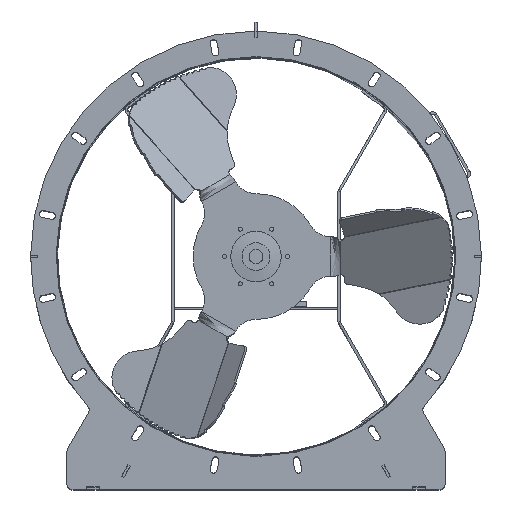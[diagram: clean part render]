
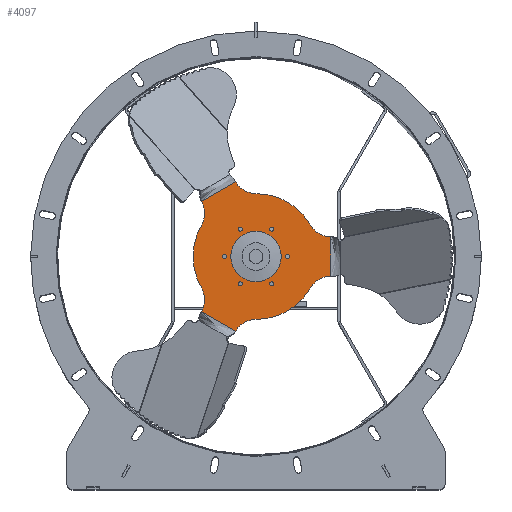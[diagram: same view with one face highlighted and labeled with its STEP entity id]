
A CAD part, top view. The second image highlights one B-rep face of the part: STEP entity #4097.
In plain terms, the highlighted planar face has unit normal (0, 0, 1).
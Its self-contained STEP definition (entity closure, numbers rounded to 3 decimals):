
#4097=ADVANCED_FACE('',(#12970,#12972,#12974,#12976,#12978,#12980,#12982,#12984),
#12986,.T.);
#12970=FACE_BOUND('',#12971,.T.);
#12971=EDGE_LOOP('',(#20448,#20449,#20450,#20451,#20452,#20453,#20454,#20455,#20456,
#20457,#20458,#20459));
#12972=FACE_BOUND('',#12973,.T.);
#12973=EDGE_LOOP('',(#20460));
#12974=FACE_BOUND('',#12975,.T.);
#12975=EDGE_LOOP('',(#20461));
#12976=FACE_BOUND('',#12977,.T.);
#12977=EDGE_LOOP('',(#20462));
#12978=FACE_BOUND('',#12979,.T.);
#12979=EDGE_LOOP('',(#20463));
#12980=FACE_BOUND('',#12981,.T.);
#12981=EDGE_LOOP('',(#20464));
#12982=FACE_BOUND('',#12983,.T.);
#12983=EDGE_LOOP('',(#20465));
#12984=FACE_BOUND('',#12985,.T.);
#12985=EDGE_LOOP('',(#20466));
#12986=PLANE('',#12987);
#12987=AXIS2_PLACEMENT_3D('',#12988,#12989,#12990);
#12988=CARTESIAN_POINT('',(0.,0.,285.));
#12989=DIRECTION('',(0.,0.,1.));
#12990=DIRECTION('',(0.866,0.5,0.));
#20448=ORIENTED_EDGE('',*,*,#24987,.F.);
#20449=ORIENTED_EDGE('',*,*,#24988,.T.);
#20450=ORIENTED_EDGE('',*,*,#24989,.T.);
#20451=ORIENTED_EDGE('',*,*,#24888,.T.);
#20452=ORIENTED_EDGE('',*,*,#24887,.F.);
#20453=ORIENTED_EDGE('',*,*,#24990,.T.);
#20454=ORIENTED_EDGE('',*,*,#24991,.T.);
#20455=ORIENTED_EDGE('',*,*,#24992,.T.);
#20456=ORIENTED_EDGE('',*,*,#24993,.F.);
#20457=ORIENTED_EDGE('',*,*,#24994,.T.);
#20458=ORIENTED_EDGE('',*,*,#24995,.T.);
#20459=ORIENTED_EDGE('',*,*,#24996,.T.);
#20460=ORIENTED_EDGE('',*,*,#24997,.T.);
#20461=ORIENTED_EDGE('',*,*,#24998,.T.);
#20462=ORIENTED_EDGE('',*,*,#24999,.T.);
#20463=ORIENTED_EDGE('',*,*,#25000,.T.);
#20464=ORIENTED_EDGE('',*,*,#25001,.T.);
#20465=ORIENTED_EDGE('',*,*,#25002,.T.);
#20466=ORIENTED_EDGE('',*,*,#25003,.T.);
#24887=EDGE_CURVE('',#28662,#28650,#28664,.F.);
#24888=EDGE_CURVE('',#28665,#28650,#28666,.T.);
#24987=EDGE_CURVE('',#28856,#28857,#28858,.F.);
#24988=EDGE_CURVE('',#28856,#28859,#28860,.T.);
#24989=EDGE_CURVE('',#28859,#28665,#28861,.T.);
#24990=EDGE_CURVE('',#28662,#28862,#28863,.T.);
#24991=EDGE_CURVE('',#28862,#28864,#28865,.T.);
#24992=EDGE_CURVE('',#28864,#28866,#28867,.T.);
#24993=EDGE_CURVE('',#28868,#28866,#28869,.F.);
#24994=EDGE_CURVE('',#28868,#28870,#28871,.T.);
#24995=EDGE_CURVE('',#28870,#28872,#28873,.T.);
#24996=EDGE_CURVE('',#28872,#28857,#28874,.T.);
#24997=EDGE_CURVE('',#28875,#28875,#28876,.F.);
#24998=EDGE_CURVE('',#28877,#28877,#28878,.F.);
#24999=EDGE_CURVE('',#28879,#28879,#28880,.F.);
#25000=EDGE_CURVE('',#28881,#28881,#28882,.F.);
#25001=EDGE_CURVE('',#28883,#28883,#28884,.F.);
#25002=EDGE_CURVE('',#28885,#28885,#28886,.F.);
#25003=EDGE_CURVE('',#28887,#28887,#28888,.F.);
#28650=VERTEX_POINT('',#40045);
#28662=VERTEX_POINT('',#40079);
#28664=LINE('',#40086,#40087);
#28665=VERTEX_POINT('',#40089);
#28666=CIRCLE('',#40090,37.422);
#28856=VERTEX_POINT('',#40531);
#28857=VERTEX_POINT('',#40532);
#28858=LINE('',#40533,#40534);
#28859=VERTEX_POINT('',#40536);
#28860=CIRCLE('',#40537,37.422);
#28861=CIRCLE('',#40541,99.792);
#28862=VERTEX_POINT('',#40545);
#28863=CIRCLE('',#40546,37.422);
#28864=VERTEX_POINT('',#40550);
#28865=CIRCLE('',#40551,99.792);
#28866=VERTEX_POINT('',#40555);
#28867=CIRCLE('',#40556,37.422);
#28868=VERTEX_POINT('',#40560);
#28869=LINE('',#40561,#40562);
#28870=VERTEX_POINT('',#40564);
#28871=CIRCLE('',#40565,37.422);
#28872=VERTEX_POINT('',#40569);
#28873=CIRCLE('',#40570,99.792);
#28874=CIRCLE('',#40574,37.422);
#28875=VERTEX_POINT('',#40578);
#28876=CIRCLE('',#40579,40.);
#28877=VERTEX_POINT('',#40583);
#28878=CIRCLE('',#40584,3.25);
#28879=VERTEX_POINT('',#40588);
#28880=CIRCLE('',#40589,3.25);
#28881=VERTEX_POINT('',#40593);
#28882=CIRCLE('',#40594,3.25);
#28883=VERTEX_POINT('',#40598);
#28884=CIRCLE('',#40599,3.25);
#28885=VERTEX_POINT('',#40603);
#28886=CIRCLE('',#40604,3.25);
#28887=VERTEX_POINT('',#40608);
#28888=CIRCLE('',#40609,3.25);
#40045=CARTESIAN_POINT('',(118.831,-31.185,285.));
#40079=CARTESIAN_POINT('',(118.831,31.185,285.));
#40086=CARTESIAN_POINT('',(118.831,-31.185,285.));
#40087=VECTOR('',#40088,1.);
#40088=DIRECTION('',(0.,1.,0.));
#40089=CARTESIAN_POINT('',(86.422,-49.896,285.));
#40090=AXIS2_PLACEMENT_3D('',#40091,#40092,#40093);
#40091=CARTESIAN_POINT('',(118.831,-68.607,285.));
#40092=DIRECTION('',(0.,0.,-1.));
#40093=DIRECTION('',(-0.866,0.5,0.));
#40531=CARTESIAN_POINT('',(-32.408,-118.503,285.));
#40532=CARTESIAN_POINT('',(-86.422,-87.318,285.));
#40533=CARTESIAN_POINT('',(-86.422,-87.318,285.));
#40534=VECTOR('',#40535,1.);
#40535=DIRECTION('',(0.866,-0.5,0.));
#40536=CARTESIAN_POINT('',(0.,-99.792,285.));
#40537=AXIS2_PLACEMENT_3D('',#40538,#40539,#40540);
#40538=CARTESIAN_POINT('',(0.,-137.214,285.));
#40539=DIRECTION('',(0.,0.,-1.));
#40540=DIRECTION('',(-0.866,0.5,0.));
#40541=AXIS2_PLACEMENT_3D('',#40542,#40543,#40544);
#40542=CARTESIAN_POINT('',(0.,0.,285.));
#40543=DIRECTION('',(0.,0.,1.));
#40544=DIRECTION('',(0.,-1.,0.));
#40545=CARTESIAN_POINT('',(86.422,49.896,285.));
#40546=AXIS2_PLACEMENT_3D('',#40547,#40548,#40549);
#40547=CARTESIAN_POINT('',(118.831,68.607,285.));
#40548=DIRECTION('',(0.,0.,-1.));
#40549=DIRECTION('',(0.,-1.,0.));
#40550=CARTESIAN_POINT('',(0.,99.792,285.));
#40551=AXIS2_PLACEMENT_3D('',#40552,#40553,#40554);
#40552=CARTESIAN_POINT('',(0.,0.,285.));
#40553=DIRECTION('',(0.,0.,1.));
#40554=DIRECTION('',(0.866,0.5,0.));
#40555=CARTESIAN_POINT('',(-32.408,118.503,285.));
#40556=AXIS2_PLACEMENT_3D('',#40557,#40558,#40559);
#40557=CARTESIAN_POINT('',(0.,137.214,285.));
#40558=DIRECTION('',(0.,0.,-1.));
#40559=DIRECTION('',(0.,-1.,0.));
#40560=CARTESIAN_POINT('',(-86.422,87.318,285.));
#40561=CARTESIAN_POINT('',(-32.408,118.503,285.));
#40562=VECTOR('',#40563,1.);
#40563=DIRECTION('',(-0.866,-0.5,0.));
#40564=CARTESIAN_POINT('',(-86.422,49.896,285.));
#40565=AXIS2_PLACEMENT_3D('',#40566,#40567,#40568);
#40566=CARTESIAN_POINT('',(-118.831,68.607,285.));
#40567=DIRECTION('',(0.,0.,-1.));
#40568=DIRECTION('',(0.866,0.5,0.));
#40569=CARTESIAN_POINT('',(-86.422,-49.896,285.));
#40570=AXIS2_PLACEMENT_3D('',#40571,#40572,#40573);
#40571=CARTESIAN_POINT('',(0.,0.,285.));
#40572=DIRECTION('',(0.,0.,1.));
#40573=DIRECTION('',(-0.866,0.5,0.));
#40574=AXIS2_PLACEMENT_3D('',#40575,#40576,#40577);
#40575=CARTESIAN_POINT('',(-118.831,-68.607,285.));
#40576=DIRECTION('',(0.,0.,-1.));
#40577=DIRECTION('',(0.866,0.5,0.));
#40578=CARTESIAN_POINT('',(34.641,20.,285.));
#40579=AXIS2_PLACEMENT_3D('',#40580,#40581,#40582);
#40580=CARTESIAN_POINT('',(0.,0.,285.));
#40581=DIRECTION('',(0.,0.,1.));
#40582=DIRECTION('',(0.866,0.5,0.));
#40583=CARTESIAN_POINT('',(-22.185,44.926,285.));
#40584=AXIS2_PLACEMENT_3D('',#40585,#40586,#40587);
#40585=CARTESIAN_POINT('',(-25.,43.301,285.));
#40586=DIRECTION('',(0.,0.,1.));
#40587=DIRECTION('',(0.866,0.5,0.));
#40588=CARTESIAN_POINT('',(27.815,44.926,285.));
#40589=AXIS2_PLACEMENT_3D('',#40590,#40591,#40592);
#40590=CARTESIAN_POINT('',(25.,43.301,285.));
#40591=DIRECTION('',(0.,0.,1.));
#40592=DIRECTION('',(0.866,0.5,0.));
#40593=CARTESIAN_POINT('',(-47.185,1.625,285.));
#40594=AXIS2_PLACEMENT_3D('',#40595,#40596,#40597);
#40595=CARTESIAN_POINT('',(-50.,0.,285.));
#40596=DIRECTION('',(0.,0.,1.));
#40597=DIRECTION('',(0.866,0.5,0.));
#40598=CARTESIAN_POINT('',(-22.185,-41.676,285.));
#40599=AXIS2_PLACEMENT_3D('',#40600,#40601,#40602);
#40600=CARTESIAN_POINT('',(-25.,-43.301,285.));
#40601=DIRECTION('',(0.,0.,1.));
#40602=DIRECTION('',(0.866,0.5,0.));
#40603=CARTESIAN_POINT('',(27.815,-41.676,285.));
#40604=AXIS2_PLACEMENT_3D('',#40605,#40606,#40607);
#40605=CARTESIAN_POINT('',(25.,-43.301,285.));
#40606=DIRECTION('',(0.,0.,1.));
#40607=DIRECTION('',(0.866,0.5,0.));
#40608=CARTESIAN_POINT('',(52.815,1.625,285.));
#40609=AXIS2_PLACEMENT_3D('',#40610,#40611,#40612);
#40610=CARTESIAN_POINT('',(50.,0.,285.));
#40611=DIRECTION('',(0.,0.,1.));
#40612=DIRECTION('',(0.866,0.5,0.));
